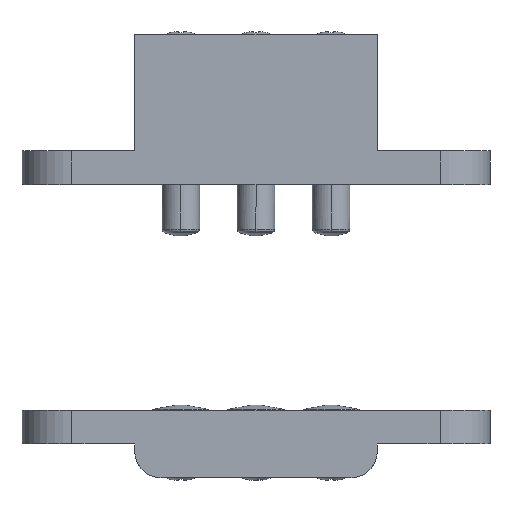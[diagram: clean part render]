
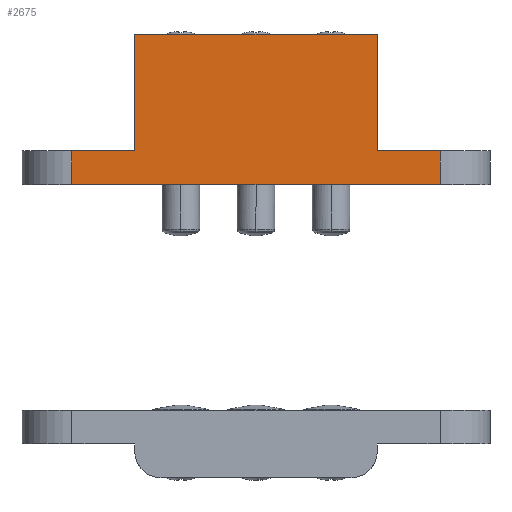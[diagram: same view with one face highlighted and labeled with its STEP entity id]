
A CAD part, left-side view. The second image highlights one B-rep face of the part: STEP entity #2675.
In plain terms, the highlighted face is planar.
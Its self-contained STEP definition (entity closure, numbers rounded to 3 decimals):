
#413 = LINE ( 'NONE', #4836, #7653 ) ;
#555 = CARTESIAN_POINT ( 'NONE',  ( 6.625, -24.5, 4.5 ) ) ;
#564 = DIRECTION ( 'NONE',  ( 0., 0., -1. ) ) ;
#631 = ORIENTED_EDGE ( 'NONE', *, *, #5053, .T. ) ;
#642 = VECTOR ( 'NONE', #4368, 1000. ) ;
#1135 = DIRECTION ( 'NONE',  ( 0., 1., 0. ) ) ;
#1219 = CARTESIAN_POINT ( 'NONE',  ( 6.625, -16.125, 0. ) ) ;
#1462 = CARTESIAN_POINT ( 'NONE',  ( 6.625, 16.125, -15.5 ) ) ;
#1637 = VECTOR ( 'NONE', #2985, 1000. ) ;
#1908 = EDGE_CURVE ( 'NONE', #8153, #2220, #5994, .T. ) ;
#2114 = LINE ( 'NONE', #6682, #5046 ) ;
#2220 = VERTEX_POINT ( 'NONE', #8215 ) ;
#2299 = PLANE ( 'NONE',  #6669 ) ;
#2414 = LINE ( 'NONE', #9933, #1637 ) ;
#2547 = ORIENTED_EDGE ( 'NONE', *, *, #6927, .F. ) ;
#2665 = CARTESIAN_POINT ( 'NONE',  ( 6.625, 24.5, 0. ) ) ;
#2675 = ADVANCED_FACE ( 'NONE', ( #9266 ), #2299, .F. ) ;
#2858 = CARTESIAN_POINT ( 'NONE',  ( 6.625, 24.5, 4.5 ) ) ;
#2964 = EDGE_CURVE ( 'NONE', #2220, #4453, #5739, .T. ) ;
#2975 = ORIENTED_EDGE ( 'NONE', *, *, #1908, .T. ) ;
#2985 = DIRECTION ( 'NONE',  ( 0., 1., 0. ) ) ;
#3436 = CARTESIAN_POINT ( 'NONE',  ( 6.625, -16.125, -15.5 ) ) ;
#3877 = VECTOR ( 'NONE', #1135, 1000. ) ;
#4157 = DIRECTION ( 'NONE',  ( 0., 1., 0. ) ) ;
#4227 = CARTESIAN_POINT ( 'NONE',  ( 6.625, -16.125, -15.5 ) ) ;
#4368 = DIRECTION ( 'NONE',  ( 0., 0., -1. ) ) ;
#4453 = VERTEX_POINT ( 'NONE', #1219 ) ;
#4805 = VERTEX_POINT ( 'NONE', #5440 ) ;
#4836 = CARTESIAN_POINT ( 'NONE',  ( 6.625, 24.5, 0. ) ) ;
#4991 = EDGE_CURVE ( 'NONE', #6463, #4453, #5650, .T. ) ;
#5046 = VECTOR ( 'NONE', #9930, 1000. ) ;
#5053 = EDGE_CURVE ( 'NONE', #4805, #5602, #413, .T. ) ;
#5427 = VECTOR ( 'NONE', #8043, 1000. ) ;
#5440 = CARTESIAN_POINT ( 'NONE',  ( 6.625, 16.125, 0. ) ) ;
#5523 = VECTOR ( 'NONE', #564, 1000. ) ;
#5602 = VERTEX_POINT ( 'NONE', #8524 ) ;
#5650 = LINE ( 'NONE', #3436, #5427 ) ;
#5739 = LINE ( 'NONE', #2665, #3877 ) ;
#5783 = ORIENTED_EDGE ( 'NONE', *, *, #8736, .F. ) ;
#5786 = VERTEX_POINT ( 'NONE', #1462 ) ;
#5994 = LINE ( 'NONE', #9960, #5523 ) ;
#6448 = VECTOR ( 'NONE', #8132, 1000. ) ;
#6463 = VERTEX_POINT ( 'NONE', #4227 ) ;
#6510 = LINE ( 'NONE', #8802, #6448 ) ;
#6660 = LINE ( 'NONE', #9764, #642 ) ;
#6669 = AXIS2_PLACEMENT_3D ( 'NONE', #7075, #9483, #7989 ) ;
#6682 = CARTESIAN_POINT ( 'NONE',  ( 6.625, -16.125, -15.5 ) ) ;
#6769 = ORIENTED_EDGE ( 'NONE', *, *, #7600, .F. ) ;
#6852 = VERTEX_POINT ( 'NONE', #2858 ) ;
#6927 = EDGE_CURVE ( 'NONE', #6852, #5602, #6660, .T. ) ;
#7075 = CARTESIAN_POINT ( 'NONE',  ( 6.625, 24.5, 4.5 ) ) ;
#7255 = ORIENTED_EDGE ( 'NONE', *, *, #2964, .T. ) ;
#7592 = EDGE_LOOP ( 'NONE', ( #7255, #9178, #5783, #7996, #631, #2547, #6769, #2975 ) ) ;
#7600 = EDGE_CURVE ( 'NONE', #8153, #6852, #2414, .T. ) ;
#7653 = VECTOR ( 'NONE', #4157, 1000. ) ;
#7989 = DIRECTION ( 'NONE',  ( 0., 0., 1. ) ) ;
#7996 = ORIENTED_EDGE ( 'NONE', *, *, #9103, .T. ) ;
#8043 = DIRECTION ( 'NONE',  ( 0., 0., 1. ) ) ;
#8132 = DIRECTION ( 'NONE',  ( 0., 0., 1. ) ) ;
#8153 = VERTEX_POINT ( 'NONE', #555 ) ;
#8215 = CARTESIAN_POINT ( 'NONE',  ( 6.625, -24.5, 0. ) ) ;
#8524 = CARTESIAN_POINT ( 'NONE',  ( 6.625, 24.5, 0. ) ) ;
#8736 = EDGE_CURVE ( 'NONE', #5786, #6463, #2114, .T. ) ;
#8802 = CARTESIAN_POINT ( 'NONE',  ( 6.625, 16.125, -15.5 ) ) ;
#9103 = EDGE_CURVE ( 'NONE', #5786, #4805, #6510, .T. ) ;
#9178 = ORIENTED_EDGE ( 'NONE', *, *, #4991, .F. ) ;
#9266 = FACE_OUTER_BOUND ( 'NONE', #7592, .T. ) ;
#9483 = DIRECTION ( 'NONE',  ( -1., 0., 0. ) ) ;
#9764 = CARTESIAN_POINT ( 'NONE',  ( 6.625, 24.5, 4.5 ) ) ;
#9930 = DIRECTION ( 'NONE',  ( 0., -1., 0. ) ) ;
#9933 = CARTESIAN_POINT ( 'NONE',  ( 6.625, 24.5, 4.5 ) ) ;
#9960 = CARTESIAN_POINT ( 'NONE',  ( 6.625, -24.5, 4.5 ) ) ;
